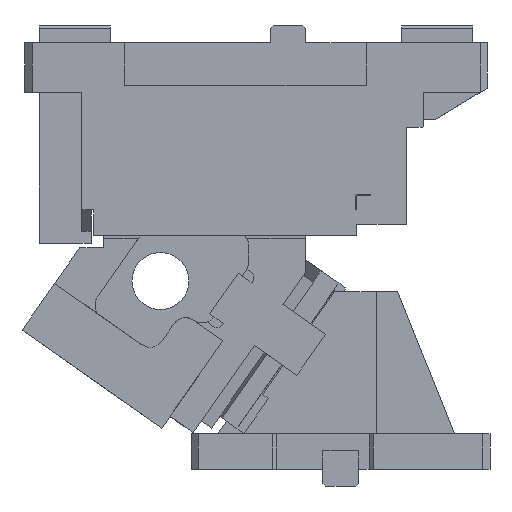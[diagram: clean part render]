
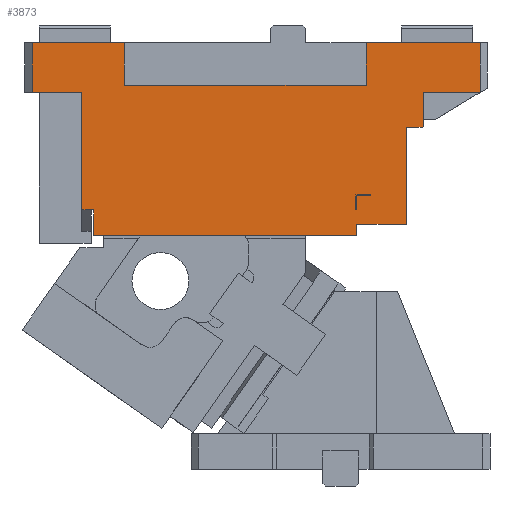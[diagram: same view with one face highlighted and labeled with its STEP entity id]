
A CAD part, left-side view. The second image highlights one B-rep face of the part: STEP entity #3873.
In plain terms, the highlighted planar face has unit normal (-1, 0, 0).
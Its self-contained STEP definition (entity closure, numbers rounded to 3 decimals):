
#1650=CARTESIAN_POINT('Vertex',(-276.029,1798.252,0.)) ;
#1653=CARTESIAN_POINT('Line Origine',(-276.029,1765.752,0.)) ;
#1657=CARTESIAN_POINT('Vertex',(-276.029,1733.252,0.)) ;
#3665=CARTESIAN_POINT('Vertex',(-276.029,1798.252,-35.)) ;
#3668=CARTESIAN_POINT('Line Origine',(-276.029,1798.252,-17.5)) ;
#3680=CARTESIAN_POINT('Axis2P3D Location',(-276.029,1639.106,-58.18)) ;
#3685=CARTESIAN_POINT('Line Origine',(-276.029,1552.492,-127.594)) ;
#3689=CARTESIAN_POINT('Vertex',(-276.029,1569.992,-127.594)) ;
#3691=CARTESIAN_POINT('Vertex',(-276.029,1534.992,-127.594)) ;
#3694=CARTESIAN_POINT('Line Origine',(-276.029,1534.992,-93.594)) ;
#3698=CARTESIAN_POINT('Vertex',(-276.029,1534.992,-59.594)) ;
#3701=CARTESIAN_POINT('Line Origine',(-276.029,1529.492,-59.594)) ;
#3705=CARTESIAN_POINT('Vertex',(-276.029,1523.992,-59.594)) ;
#3708=CARTESIAN_POINT('Line Origine',(-276.029,1523.622,-59.371)) ;
#3712=CARTESIAN_POINT('Vertex',(-276.029,1523.252,-59.148)) ;
#3715=CARTESIAN_POINT('Line Origine',(-276.029,1523.252,-47.074)) ;
#3719=CARTESIAN_POINT('Vertex',(-276.029,1523.252,-35.)) ;
#3722=CARTESIAN_POINT('Line Origine',(-276.029,1503.252,-35.)) ;
#3726=CARTESIAN_POINT('Vertex',(-276.029,1483.252,-35.)) ;
#3729=CARTESIAN_POINT('Line Origine',(-276.029,1483.252,-17.5)) ;
#3733=CARTESIAN_POINT('Vertex',(-276.029,1483.252,0.)) ;
#3736=CARTESIAN_POINT('Line Origine',(-276.029,1523.252,0.)) ;
#3740=CARTESIAN_POINT('Vertex',(-276.029,1563.252,0.)) ;
#3743=CARTESIAN_POINT('Line Origine',(-276.029,1563.252,-15.)) ;
#3747=CARTESIAN_POINT('Vertex',(-276.029,1563.252,-30.)) ;
#3750=CARTESIAN_POINT('Line Origine',(-276.029,1648.252,-30.)) ;
#3754=CARTESIAN_POINT('Vertex',(-276.029,1733.252,-30.)) ;
#3757=CARTESIAN_POINT('Line Origine',(-276.029,1733.252,-15.)) ;
#3762=CARTESIAN_POINT('Line Origine',(-276.029,1780.752,-35.)) ;
#3766=CARTESIAN_POINT('Vertex',(-276.029,1763.252,-35.)) ;
#3769=CARTESIAN_POINT('Line Origine',(-276.029,1763.252,-76.297)) ;
#3773=CARTESIAN_POINT('Vertex',(-276.029,1763.252,-117.594)) ;
#3776=CARTESIAN_POINT('Line Origine',(-276.029,1759.122,-117.594)) ;
#3780=CARTESIAN_POINT('Vertex',(-276.029,1754.992,-117.594)) ;
#3783=CARTESIAN_POINT('Line Origine',(-276.029,1754.992,-126.594)) ;
#3787=CARTESIAN_POINT('Vertex',(-276.029,1754.992,-135.594)) ;
#3790=CARTESIAN_POINT('Line Origine',(-276.029,1662.492,-135.594)) ;
#3794=CARTESIAN_POINT('Vertex',(-276.029,1569.992,-135.594)) ;
#3797=CARTESIAN_POINT('Line Origine',(-276.029,1569.992,-131.594)) ;
#3823=CARTESIAN_POINT('Line Origine',(-276.029,1569.992,-112.594)) ;
#3827=CARTESIAN_POINT('Vertex',(-276.029,1569.992,-117.594)) ;
#3829=CARTESIAN_POINT('Vertex',(-276.029,1569.992,-107.594)) ;
#3832=CARTESIAN_POINT('Line Origine',(-276.029,1570.242,-117.594)) ;
#3836=CARTESIAN_POINT('Vertex',(-276.029,1570.492,-117.594)) ;
#3839=CARTESIAN_POINT('Line Origine',(-276.029,1570.492,-112.344)) ;
#3843=CARTESIAN_POINT('Vertex',(-276.029,1570.492,-107.094)) ;
#3846=CARTESIAN_POINT('Line Origine',(-276.029,1565.242,-107.094)) ;
#3850=CARTESIAN_POINT('Vertex',(-276.029,1559.992,-107.094)) ;
#3853=CARTESIAN_POINT('Line Origine',(-276.029,1559.992,-107.344)) ;
#3857=CARTESIAN_POINT('Vertex',(-276.029,1559.992,-107.594)) ;
#3860=CARTESIAN_POINT('Line Origine',(-276.029,1564.992,-107.594)) ;
#1654=DIRECTION('Vector Direction',(0.,-1.,0.)) ;
#3669=DIRECTION('Vector Direction',(0.,0.,1.)) ;
#3681=DIRECTION('Axis2P3D Direction',(1.,0.,0.)) ;
#3682=DIRECTION('Axis2P3D XDirection',(0.,1.,0.)) ;
#3686=DIRECTION('Vector Direction',(0.,-1.,0.)) ;
#3695=DIRECTION('Vector Direction',(0.,0.,-1.)) ;
#3702=DIRECTION('Vector Direction',(0.,1.,0.)) ;
#3709=DIRECTION('Vector Direction',(0.,0.856,-0.517)) ;
#3716=DIRECTION('Vector Direction',(0.,0.,1.)) ;
#3723=DIRECTION('Vector Direction',(0.,-1.,0.)) ;
#3730=DIRECTION('Vector Direction',(0.,0.,-1.)) ;
#3737=DIRECTION('Vector Direction',(0.,-1.,0.)) ;
#3744=DIRECTION('Vector Direction',(0.,0.,-1.)) ;
#3751=DIRECTION('Vector Direction',(0.,1.,0.)) ;
#3758=DIRECTION('Vector Direction',(0.,0.,1.)) ;
#3763=DIRECTION('Vector Direction',(0.,-1.,0.)) ;
#3770=DIRECTION('Vector Direction',(0.,0.,-1.)) ;
#3777=DIRECTION('Vector Direction',(0.,-1.,0.)) ;
#3784=DIRECTION('Vector Direction',(0.,0.,1.)) ;
#3791=DIRECTION('Vector Direction',(0.,-1.,0.)) ;
#3798=DIRECTION('Vector Direction',(0.,0.,1.)) ;
#3824=DIRECTION('Vector Direction',(0.,0.,1.)) ;
#3833=DIRECTION('Vector Direction',(0.,1.,0.)) ;
#3840=DIRECTION('Vector Direction',(0.,0.,1.)) ;
#3847=DIRECTION('Vector Direction',(0.,-1.,0.)) ;
#3854=DIRECTION('Vector Direction',(0.,0.,-1.)) ;
#3861=DIRECTION('Vector Direction',(0.,-1.,0.)) ;
#3683=AXIS2_PLACEMENT_3D('Plane Axis2P3D',#3680,#3681,#3682) ;
#3803=ORIENTED_EDGE('',*,*,#3693,.T.) ;
#3804=ORIENTED_EDGE('',*,*,#3700,.F.) ;
#3805=ORIENTED_EDGE('',*,*,#3707,.F.) ;
#3806=ORIENTED_EDGE('',*,*,#3714,.F.) ;
#3807=ORIENTED_EDGE('',*,*,#3721,.T.) ;
#3808=ORIENTED_EDGE('',*,*,#3728,.T.) ;
#3809=ORIENTED_EDGE('',*,*,#3735,.F.) ;
#3810=ORIENTED_EDGE('',*,*,#3742,.F.) ;
#3811=ORIENTED_EDGE('',*,*,#3749,.T.) ;
#3812=ORIENTED_EDGE('',*,*,#3756,.T.) ;
#3813=ORIENTED_EDGE('',*,*,#3761,.T.) ;
#3814=ORIENTED_EDGE('',*,*,#1659,.F.) ;
#3815=ORIENTED_EDGE('',*,*,#3672,.F.) ;
#3816=ORIENTED_EDGE('',*,*,#3768,.T.) ;
#3817=ORIENTED_EDGE('',*,*,#3775,.T.) ;
#3818=ORIENTED_EDGE('',*,*,#3782,.T.) ;
#3819=ORIENTED_EDGE('',*,*,#3789,.F.) ;
#3820=ORIENTED_EDGE('',*,*,#3796,.T.) ;
#3821=ORIENTED_EDGE('',*,*,#3801,.T.) ;
#3866=ORIENTED_EDGE('',*,*,#3831,.F.) ;
#3867=ORIENTED_EDGE('',*,*,#3838,.T.) ;
#3868=ORIENTED_EDGE('',*,*,#3845,.T.) ;
#3869=ORIENTED_EDGE('',*,*,#3852,.T.) ;
#3870=ORIENTED_EDGE('',*,*,#3859,.T.) ;
#3871=ORIENTED_EDGE('',*,*,#3864,.F.) ;
#3872=FACE_BOUND('',#3865,.T.) ;
#1655=VECTOR('Line Direction',#1654,1.) ;
#3670=VECTOR('Line Direction',#3669,1.) ;
#3687=VECTOR('Line Direction',#3686,1.) ;
#3696=VECTOR('Line Direction',#3695,1.) ;
#3703=VECTOR('Line Direction',#3702,1.) ;
#3710=VECTOR('Line Direction',#3709,1.) ;
#3717=VECTOR('Line Direction',#3716,1.) ;
#3724=VECTOR('Line Direction',#3723,1.) ;
#3731=VECTOR('Line Direction',#3730,1.) ;
#3738=VECTOR('Line Direction',#3737,1.) ;
#3745=VECTOR('Line Direction',#3744,1.) ;
#3752=VECTOR('Line Direction',#3751,1.) ;
#3759=VECTOR('Line Direction',#3758,1.) ;
#3764=VECTOR('Line Direction',#3763,1.) ;
#3771=VECTOR('Line Direction',#3770,1.) ;
#3778=VECTOR('Line Direction',#3777,1.) ;
#3785=VECTOR('Line Direction',#3784,1.) ;
#3792=VECTOR('Line Direction',#3791,1.) ;
#3799=VECTOR('Line Direction',#3798,1.) ;
#3825=VECTOR('Line Direction',#3824,1.) ;
#3834=VECTOR('Line Direction',#3833,1.) ;
#3841=VECTOR('Line Direction',#3840,1.) ;
#3848=VECTOR('Line Direction',#3847,1.) ;
#3855=VECTOR('Line Direction',#3854,1.) ;
#3862=VECTOR('Line Direction',#3861,1.) ;
#3873=ADVANCED_FACE('CAM HOLDER',(#3822,#3872),#3684,.F.) ;
#1659=EDGE_CURVE('',#1651,#1658,#1656,.T.) ;
#3672=EDGE_CURVE('',#3666,#1651,#3671,.T.) ;
#3693=EDGE_CURVE('',#3690,#3692,#3688,.T.) ;
#3700=EDGE_CURVE('',#3699,#3692,#3697,.T.) ;
#3707=EDGE_CURVE('',#3706,#3699,#3704,.T.) ;
#3714=EDGE_CURVE('',#3713,#3706,#3711,.T.) ;
#3721=EDGE_CURVE('',#3713,#3720,#3718,.T.) ;
#3728=EDGE_CURVE('',#3720,#3727,#3725,.T.) ;
#3735=EDGE_CURVE('',#3734,#3727,#3732,.T.) ;
#3742=EDGE_CURVE('',#3741,#3734,#3739,.T.) ;
#3749=EDGE_CURVE('',#3741,#3748,#3746,.T.) ;
#3756=EDGE_CURVE('',#3748,#3755,#3753,.T.) ;
#3761=EDGE_CURVE('',#3755,#1658,#3760,.T.) ;
#3768=EDGE_CURVE('',#3666,#3767,#3765,.T.) ;
#3775=EDGE_CURVE('',#3767,#3774,#3772,.T.) ;
#3782=EDGE_CURVE('',#3774,#3781,#3779,.T.) ;
#3789=EDGE_CURVE('',#3788,#3781,#3786,.T.) ;
#3796=EDGE_CURVE('',#3788,#3795,#3793,.T.) ;
#3801=EDGE_CURVE('',#3795,#3690,#3800,.T.) ;
#3831=EDGE_CURVE('',#3828,#3830,#3826,.T.) ;
#3838=EDGE_CURVE('',#3828,#3837,#3835,.T.) ;
#3845=EDGE_CURVE('',#3837,#3844,#3842,.T.) ;
#3852=EDGE_CURVE('',#3844,#3851,#3849,.T.) ;
#3859=EDGE_CURVE('',#3851,#3858,#3856,.T.) ;
#3864=EDGE_CURVE('',#3830,#3858,#3863,.T.) ;
#3802=EDGE_LOOP('',(#3803,#3804,#3805,#3806,#3807,#3808,#3809,#3810,#3811,#3812,#3813,#3814,#3815,#3816,#3817,#3818,#3819,#3820,#3821)) ;
#3865=EDGE_LOOP('',(#3866,#3867,#3868,#3869,#3870,#3871)) ;
#3822=FACE_OUTER_BOUND('',#3802,.T.) ;
#1656=LINE('Line',#1653,#1655) ;
#3671=LINE('Line',#3668,#3670) ;
#3688=LINE('Line',#3685,#3687) ;
#3697=LINE('Line',#3694,#3696) ;
#3704=LINE('Line',#3701,#3703) ;
#3711=LINE('Line',#3708,#3710) ;
#3718=LINE('Line',#3715,#3717) ;
#3725=LINE('Line',#3722,#3724) ;
#3732=LINE('Line',#3729,#3731) ;
#3739=LINE('Line',#3736,#3738) ;
#3746=LINE('Line',#3743,#3745) ;
#3753=LINE('Line',#3750,#3752) ;
#3760=LINE('Line',#3757,#3759) ;
#3765=LINE('Line',#3762,#3764) ;
#3772=LINE('Line',#3769,#3771) ;
#3779=LINE('Line',#3776,#3778) ;
#3786=LINE('Line',#3783,#3785) ;
#3793=LINE('Line',#3790,#3792) ;
#3800=LINE('Line',#3797,#3799) ;
#3826=LINE('Line',#3823,#3825) ;
#3835=LINE('Line',#3832,#3834) ;
#3842=LINE('Line',#3839,#3841) ;
#3849=LINE('Line',#3846,#3848) ;
#3856=LINE('Line',#3853,#3855) ;
#3863=LINE('Line',#3860,#3862) ;
#3684=PLANE('Plane',#3683) ;
#1651=VERTEX_POINT('',#1650) ;
#1658=VERTEX_POINT('',#1657) ;
#3666=VERTEX_POINT('',#3665) ;
#3690=VERTEX_POINT('',#3689) ;
#3692=VERTEX_POINT('',#3691) ;
#3699=VERTEX_POINT('',#3698) ;
#3706=VERTEX_POINT('',#3705) ;
#3713=VERTEX_POINT('',#3712) ;
#3720=VERTEX_POINT('',#3719) ;
#3727=VERTEX_POINT('',#3726) ;
#3734=VERTEX_POINT('',#3733) ;
#3741=VERTEX_POINT('',#3740) ;
#3748=VERTEX_POINT('',#3747) ;
#3755=VERTEX_POINT('',#3754) ;
#3767=VERTEX_POINT('',#3766) ;
#3774=VERTEX_POINT('',#3773) ;
#3781=VERTEX_POINT('',#3780) ;
#3788=VERTEX_POINT('',#3787) ;
#3795=VERTEX_POINT('',#3794) ;
#3828=VERTEX_POINT('',#3827) ;
#3830=VERTEX_POINT('',#3829) ;
#3837=VERTEX_POINT('',#3836) ;
#3844=VERTEX_POINT('',#3843) ;
#3851=VERTEX_POINT('',#3850) ;
#3858=VERTEX_POINT('',#3857) ;
